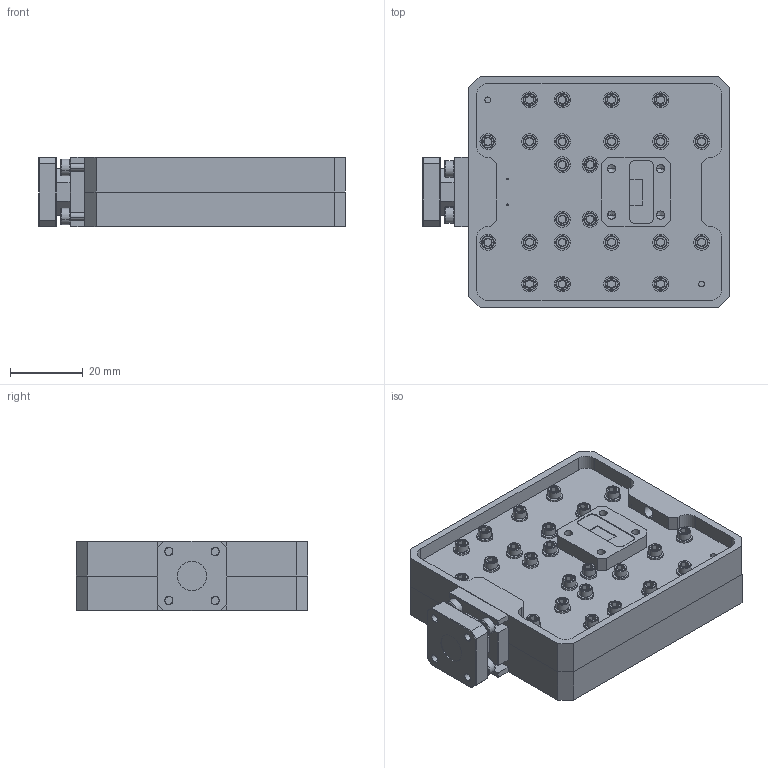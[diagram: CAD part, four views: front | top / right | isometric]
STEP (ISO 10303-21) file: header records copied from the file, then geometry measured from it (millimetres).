
FILE_DESCRIPTION (( 'STEP AP203' ), '1' );
FILE_NAME ('SAT-303-31528-C1-1.STEP', '2019-08-15T23:47:02', ( '' ), ( '' ), 'SwSTEP 2.0', 'SolidWorks 2016', '' );
FILE_SCHEMA (( 'CONFIG_CONTROL_DESIGN' ));
Length unit declared in the file: inch
Products named in the file (1): SAT-303-31528-C1-1
Bounding box: 84.2 x 63.5 x 19.05 mm (x, y, z)
Volume: 59622 mm3; surface area: 33303.8 mm2
Topology: 57 solids, 61 shells, 1319 faces, 2812 edges, 1686 vertices
Faces by surface type: plane 591, cylinder 386, cone 334, torus 8
Entity records: 35676 total; most frequent: CARTESIAN_POINT 6877, DIRECTION 6259, ORIENTED_EDGE 5560, EDGE_CURVE 2780, AXIS2_PLACEMENT_3D 2366, VERTEX_POINT 1686, LINE 1527, VECTOR 1527
